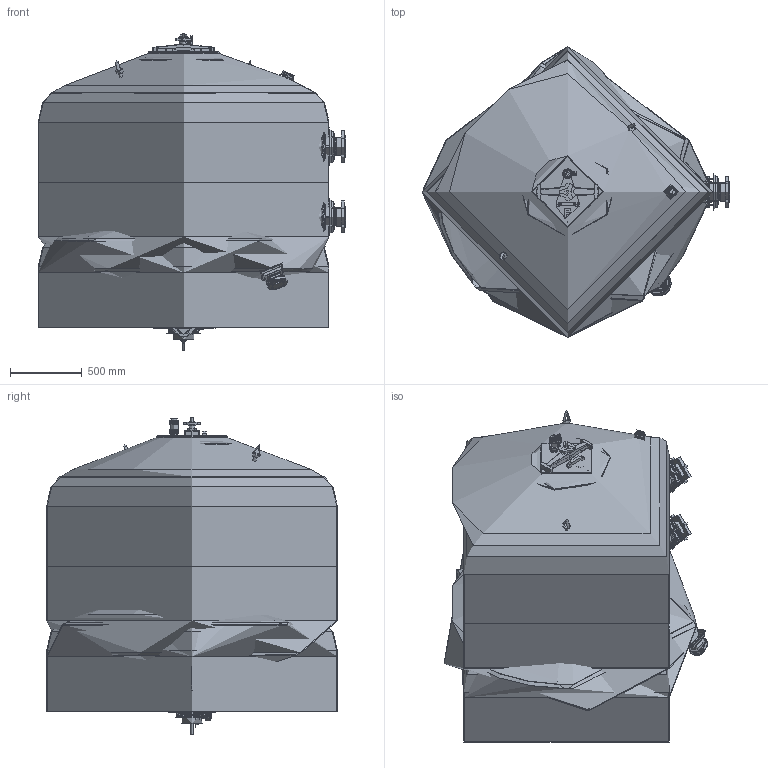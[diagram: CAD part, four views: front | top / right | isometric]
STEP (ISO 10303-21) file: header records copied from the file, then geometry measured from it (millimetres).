
FILE_DESCRIPTION( ( '' ), '1' );
FILE_NAME( '170705 HCFF791102WVA (VFSCN220011H).stp', '2017-07-18T06:45:02', ( 'Fiberpool Internacional' ), ( 'Fiberpool Internacional' ), 'PSStep 14.0', 'SolidEdgeST3', ' ' );
FILE_SCHEMA( ( 'AUTOMOTIVE_DESIGN { 1 0 10303 214 1 1 1 1 }' ) );
Length unit declared in the file: millimetre
Products named in the file (57): Junta Netvitc System Ø90 EPDM con anillo acero A-4; Manòmetre  ; filtre 2000 FB HAYW 170705-oa11; Sortida tornillos d-110 1800-2000-oa12; Brida tornillos d-125; Base tapa ovalada filtro 2,5 BARS; Sortida tornillos d-110 1800-2000-oa13; Manòmetre filtro industrial 2011 -oa8; Assem1; Desaigua filtre industrial 1pols-oa7; TAPON NETVITC Ø 90 C-B (CON TORNILLERIA INOX 316); Válvula de bola 32-1pols; Sortida Descarga arena Ø90 2010-oa6; Tapa oval filtro industrial completa 2,5 BARS-oa5; Brida Netvitc System Ø90; ½ Brida Netvitc System Ø90; Screw_DIN_912_M8x40_v8.00; Nut_DIN_934_M8_v8.00; Junta Netvitc System Ø90 EPDM; Anillo Acero A-4 Netvitc System Ø90; Tapon Netvitc System Ø90; Portabrida Netvitc System Ø90 PVC; cos válvula 32-1pols; manguito valvula bola 32-1pols; femella valvula 32-1pols; maneta válvula 32-1pols; Volante filtro-oa3; cos manòmetre filtre industrial; fons manòmetre; agulla manòmetre; vidre manòmetre; Varilla Roscada M-14x165mm Inox 304; TUERCA INFERIOR SUJ_JUNTA TAP_OV; JUNTA TOR.22,00x4,00 NBR-70; TUERCA SUPERIOR SUJ_JUNTA TAP_OV; Base tapa ovalada filtro 2,5 BAR Act-oa2; Bolt_DIN_580_M24_v8.00; Maneta tapa filtro; Puente; Machon doble rosca 1pols ...
Bounding box: 2148 x 2030 x 2215.5 mm (x, y, z)
Volume: 370396886.8 mm3; surface area: 106363493.3 mm2
Topology: 276 solids, 276 shells, 7381 faces, 17860 edges, 11413 vertices
Faces by surface type: plane 4425, cylinder 1936, cone 409, bspline 299, torus 264, sphere 32, offset 10, extrusion 6
Full cylindrical faces by diameter (mm): 4 x48, 6 x45, 6.466 x11, 6.647 x11, 8 x30, 10 x89, 10.106 x10, 11.75 x9, 11.835 x5, 12 x5, 13 x19, 14 x27, 14.5 x5, 15.5 x4, 16 x4, 17 x40, 19.6 x5, 21 x7, 22 x5, 23 x4, 23.5 x8, 24 x10, 25 x15, 26 x16, 27 x3, 29 x5, 29.5 x5, 29.605 x8, 32 x26, 35.5 x7
Entity records: 75858 total; most frequent: CARTESIAN_POINT 42455, DIRECTION 5097, ORIENTED_EDGE 4580, EDGE_CURVE 2290, AXIS2_PLACEMENT_3D 1941, VERTEX_POINT 1584, EDGE_LOOP 1512, FACE_OUTER_BOUND 1279
